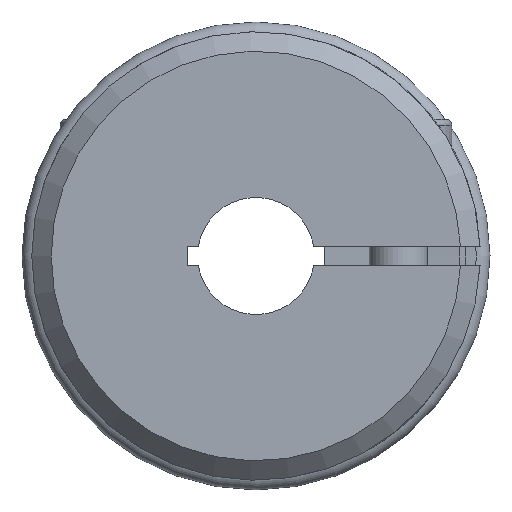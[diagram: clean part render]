
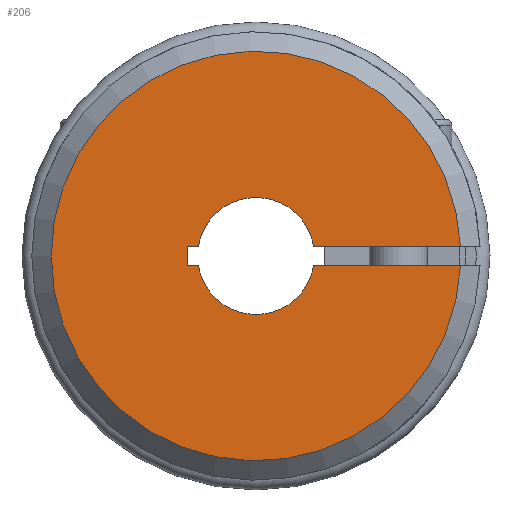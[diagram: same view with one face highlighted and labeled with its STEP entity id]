
A CAD part, left-side view. The second image highlights one B-rep face of the part: STEP entity #206.
In plain terms, the highlighted planar face has unit normal (-1, 0, 0).
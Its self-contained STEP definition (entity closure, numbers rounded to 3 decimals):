
#206 = ADVANCED_FACE( '', ( #514 ), #515, .T. );
#514 = FACE_OUTER_BOUND( '', #943, .T. );
#515 = PLANE( '', #944 );
#943 = EDGE_LOOP( '', ( #1470, #1471, #1472, #1473, #1474, #1475, #1476, #1477 ) );
#944 = AXIS2_PLACEMENT_3D( '', #1478, #1479, #1480 );
#1470 = ORIENTED_EDGE( '', *, *, #2263, .T. );
#1471 = ORIENTED_EDGE( '', *, *, #2231, .T. );
#1472 = ORIENTED_EDGE( '', *, *, #2264, .T. );
#1473 = ORIENTED_EDGE( '', *, *, #2265, .T. );
#1474 = ORIENTED_EDGE( '', *, *, #2266, .T. );
#1475 = ORIENTED_EDGE( '', *, *, #2267, .T. );
#1476 = ORIENTED_EDGE( '', *, *, #2268, .T. );
#1477 = ORIENTED_EDGE( '', *, *, #2269, .F. );
#1478 = CARTESIAN_POINT( '', ( -14.782, 0., 2. ) );
#1479 = DIRECTION( '', ( -1., 0., 0. ) );
#1480 = DIRECTION( '', ( 0., -1., 0. ) );
#2231 = EDGE_CURVE( '', #2620, #2624, #2626, .F. );
#2263 = EDGE_CURVE( '', #2678, #2620, #2679, .T. );
#2264 = EDGE_CURVE( '', #2624, #2680, #2681, .T. );
#2265 = EDGE_CURVE( '', #2680, #2682, #2683, .T. );
#2266 = EDGE_CURVE( '', #2682, #2684, #2685, .T. );
#2267 = EDGE_CURVE( '', #2684, #2686, #2687, .F. );
#2268 = EDGE_CURVE( '', #2686, #2688, #2689, .T. );
#2269 = EDGE_CURVE( '', #2678, #2688, #2690, .T. );
#2620 = VERTEX_POINT( '', #3246 );
#2624 = VERTEX_POINT( '', #3251 );
#2626 = CIRCLE( '', #3254, 3. );
#2678 = VERTEX_POINT( '', #3318 );
#2679 = LINE( '', #3319, #3320 );
#2680 = VERTEX_POINT( '', #3321 );
#2681 = LINE( '', #3322, #3323 );
#2682 = VERTEX_POINT( '', #3324 );
#2683 = LINE( '', #3325, #3326 );
#2684 = VERTEX_POINT( '', #3327 );
#2685 = LINE( '', #3328, #3329 );
#2686 = VERTEX_POINT( '', #3330 );
#2687 = CIRCLE( '', #3331, 3. );
#2688 = VERTEX_POINT( '', #3332 );
#2689 = LINE( '', #3333, #3334 );
#2690 = CIRCLE( '', #3335, 10.5 );
#3246 = CARTESIAN_POINT( '', ( -14.782, -2.958, -0.5 ) );
#3251 = CARTESIAN_POINT( '', ( -14.782, 2.958, -0.5 ) );
#3254 = AXIS2_PLACEMENT_3D( '', #3910, #3911, #3912 );
#3318 = CARTESIAN_POINT( '', ( -14.782, -10.488, -0.5 ) );
#3319 = CARTESIAN_POINT( '', ( -14.782, -18., -0.5 ) );
#3320 = VECTOR( '', #3963, 1000. );
#3321 = CARTESIAN_POINT( '', ( -14.782, 3.5, -0.5 ) );
#3322 = CARTESIAN_POINT( '', ( -14.782, 0., -0.5 ) );
#3323 = VECTOR( '', #3964, 1000. );
#3324 = CARTESIAN_POINT( '', ( -14.782, 3.5, 0.5 ) );
#3325 = CARTESIAN_POINT( '', ( -14.782, 3.5, -0.5 ) );
#3326 = VECTOR( '', #3965, 1000. );
#3327 = CARTESIAN_POINT( '', ( -14.782, 2.958, 0.5 ) );
#3328 = CARTESIAN_POINT( '', ( -14.782, 3.5, 0.5 ) );
#3329 = VECTOR( '', #3966, 1000. );
#3330 = CARTESIAN_POINT( '', ( -14.782, -2.958, 0.5 ) );
#3331 = AXIS2_PLACEMENT_3D( '', #3967, #3968, #3969 );
#3332 = CARTESIAN_POINT( '', ( -14.782, -10.488, 0.5 ) );
#3333 = CARTESIAN_POINT( '', ( -14.782, 0., 0.5 ) );
#3334 = VECTOR( '', #3970, 1000. );
#3335 = AXIS2_PLACEMENT_3D( '', #3971, #3972, #3973 );
#3910 = CARTESIAN_POINT( '', ( -14.782, 0., 0. ) );
#3911 = DIRECTION( '', ( -1., 0., 0. ) );
#3912 = DIRECTION( '', ( 0., -1., 0. ) );
#3963 = DIRECTION( '', ( 0., 1., 0. ) );
#3964 = DIRECTION( '', ( 0., 1., 0. ) );
#3965 = DIRECTION( '', ( 0., 0., 1. ) );
#3966 = DIRECTION( '', ( 0., -1., 0. ) );
#3967 = CARTESIAN_POINT( '', ( -14.782, 0., 0. ) );
#3968 = DIRECTION( '', ( -1., 0., 0. ) );
#3969 = DIRECTION( '', ( 0., -1., 0. ) );
#3970 = DIRECTION( '', ( 0., -1., 0. ) );
#3971 = CARTESIAN_POINT( '', ( -14.782, 0., 0. ) );
#3972 = DIRECTION( '', ( 1., 0., 0. ) );
#3973 = DIRECTION( '', ( 0., 0., 1. ) );
